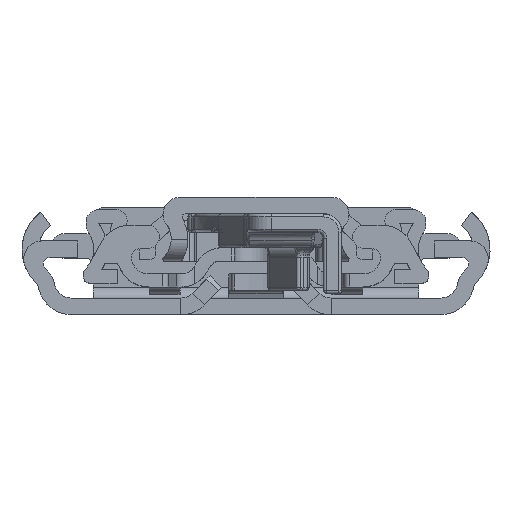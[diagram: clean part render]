
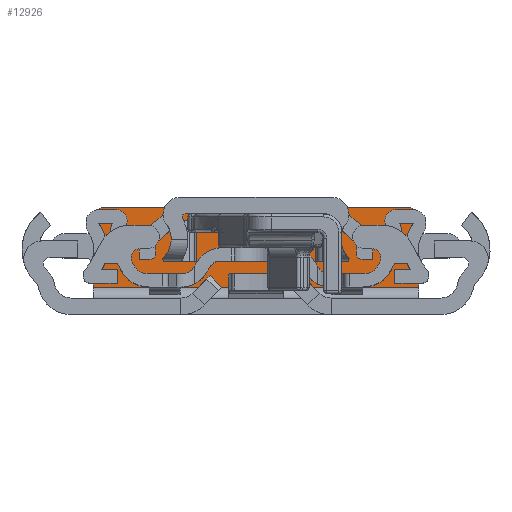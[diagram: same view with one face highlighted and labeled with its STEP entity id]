
A CAD part, front view. The second image highlights one B-rep face of the part: STEP entity #12926.
In plain terms, the highlighted planar face has unit normal (0, -1, 0).
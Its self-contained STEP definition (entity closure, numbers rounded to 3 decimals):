
#821=FACE_OUTER_BOUND('',#1585,.T.);
#1585=EDGE_LOOP('',(#8819,#8820,#8821,#8822,#8823,#8824));
#2434=LINE('',#19742,#3500);
#2437=LINE('',#19750,#3503);
#2438=LINE('',#19754,#3504);
#2439=LINE('',#19755,#3505);
#3500=VECTOR('',#15642,10.);
#3503=VECTOR('',#15651,10.);
#3504=VECTOR('',#15654,10.);
#3505=VECTOR('',#15655,10.);
#4533=CIRCLE('',#13903,2.);
#4536=CIRCLE('',#13908,2.);
#5361=VERTEX_POINT('',#19735);
#5362=VERTEX_POINT('',#19737);
#5363=VERTEX_POINT('',#19741);
#5365=VERTEX_POINT('',#19749);
#5366=VERTEX_POINT('',#19751);
#5367=VERTEX_POINT('',#19753);
#6686=EDGE_CURVE('',#5361,#5362,#4533,.T.);
#6688=EDGE_CURVE('',#5363,#5362,#2434,.T.);
#6693=EDGE_CURVE('',#5365,#5361,#2437,.T.);
#6694=EDGE_CURVE('',#5366,#5365,#4536,.T.);
#6695=EDGE_CURVE('',#5366,#5367,#2438,.T.);
#6696=EDGE_CURVE('',#5367,#5363,#2439,.T.);
#8819=ORIENTED_EDGE('',*,*,#6686,.F.);
#8820=ORIENTED_EDGE('',*,*,#6693,.F.);
#8821=ORIENTED_EDGE('',*,*,#6694,.F.);
#8822=ORIENTED_EDGE('',*,*,#6695,.T.);
#8823=ORIENTED_EDGE('',*,*,#6696,.T.);
#8824=ORIENTED_EDGE('',*,*,#6688,.T.);
#12613=PLANE('',#13907);
#12926=ADVANCED_FACE('',(#821),#12613,.T.);
#13903=AXIS2_PLACEMENT_3D('',#19738,#15637,#15638);
#13907=AXIS2_PLACEMENT_3D('',#19748,#15649,#15650);
#13908=AXIS2_PLACEMENT_3D('',#19752,#15652,#15653);
#15637=DIRECTION('center_axis',(0.,1.,0.));
#15638=DIRECTION('ref_axis',(0.707,0.,0.707));
#15642=DIRECTION('',(0.,0.,1.));
#15649=DIRECTION('center_axis',(0.,-1.,0.));
#15650=DIRECTION('ref_axis',(0.,0.,-1.));
#15651=DIRECTION('',(1.,0.,0.));
#15652=DIRECTION('center_axis',(0.,1.,0.));
#15653=DIRECTION('ref_axis',(-0.707,0.,0.707));
#15654=DIRECTION('',(0.,0.,-1.));
#15655=DIRECTION('',(1.,0.,0.));
#19735=CARTESIAN_POINT('',(24.5,297.3,17.5));
#19737=CARTESIAN_POINT('',(26.5,297.3,15.5));
#19738=CARTESIAN_POINT('Origin',(24.5,297.3,15.5));
#19741=CARTESIAN_POINT('',(26.5,297.3,4.5));
#19742=CARTESIAN_POINT('',(26.5,297.3,17.5));
#19748=CARTESIAN_POINT('Origin',(0.,297.3,4.5));
#19749=CARTESIAN_POINT('',(-24.5,297.3,17.5));
#19750=CARTESIAN_POINT('',(0.,297.3,17.5));
#19751=CARTESIAN_POINT('',(-26.5,297.3,15.5));
#19752=CARTESIAN_POINT('Origin',(-24.5,297.3,15.5));
#19753=CARTESIAN_POINT('',(-26.5,297.3,4.5));
#19754=CARTESIAN_POINT('',(-26.5,297.3,17.5));
#19755=CARTESIAN_POINT('',(0.,297.3,4.5));
